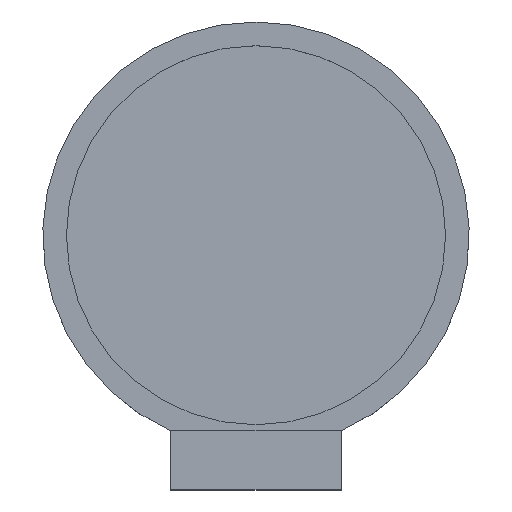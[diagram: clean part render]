
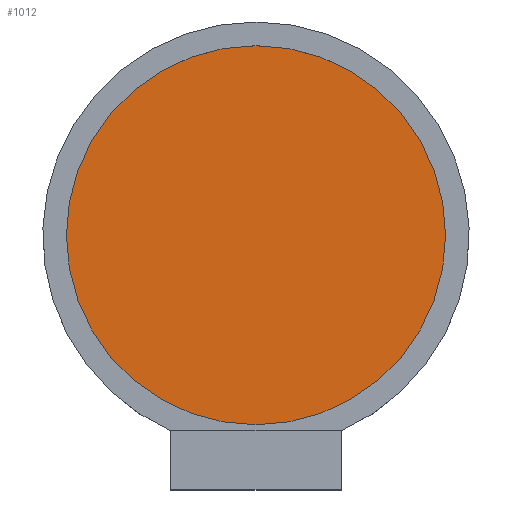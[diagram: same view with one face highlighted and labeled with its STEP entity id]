
A CAD part, top view. The second image highlights one B-rep face of the part: STEP entity #1012.
In plain terms, the highlighted planar face has unit normal (0, 0, 1).
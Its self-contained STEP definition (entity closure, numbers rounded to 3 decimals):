
#589 = CYLINDRICAL_SURFACE('',#590,32.);
#590 = AXIS2_PLACEMENT_3D('',#591,#592,#593);
#591 = CARTESIAN_POINT('',(0.,0.,2.));
#592 = DIRECTION('',(-0.,-0.,-1.));
#593 = DIRECTION('',(1.,0.,0.));
#842 = VERTEX_POINT('',#843);
#843 = CARTESIAN_POINT('',(32.,0.,2.));
#866 = EDGE_CURVE('',#842,#842,#867,.T.);
#867 = SURFACE_CURVE('',#868,(#873,#880),.PCURVE_S1.);
#868 = CIRCLE('',#869,32.);
#869 = AXIS2_PLACEMENT_3D('',#870,#871,#872);
#870 = CARTESIAN_POINT('',(0.,0.,2.));
#871 = DIRECTION('',(0.,0.,1.));
#872 = DIRECTION('',(1.,0.,0.));
#873 = PCURVE('',#589,#874);
#874 = DEFINITIONAL_REPRESENTATION('',(#875),#879);
#875 = LINE('',#876,#877);
#876 = CARTESIAN_POINT('',(-0.,0.));
#877 = VECTOR('',#878,1.);
#878 = DIRECTION('',(-1.,0.));
#879 = ( GEOMETRIC_REPRESENTATION_CONTEXT(2) 
PARAMETRIC_REPRESENTATION_CONTEXT() REPRESENTATION_CONTEXT('2D SPACE',''
  ) );
#880 = PCURVE('',#881,#886);
#881 = PLANE('',#882);
#882 = AXIS2_PLACEMENT_3D('',#883,#884,#885);
#883 = CARTESIAN_POINT('',(0.,-6.208,2.));
#884 = DIRECTION('',(0.,0.,1.));
#885 = DIRECTION('',(1.,0.,0.));
#886 = DEFINITIONAL_REPRESENTATION('',(#887),#891);
#887 = CIRCLE('',#888,32.);
#888 = AXIS2_PLACEMENT_2D('',#889,#890);
#889 = CARTESIAN_POINT('',(0.,6.208));
#890 = DIRECTION('',(1.,0.));
#891 = ( GEOMETRIC_REPRESENTATION_CONTEXT(2) 
PARAMETRIC_REPRESENTATION_CONTEXT() REPRESENTATION_CONTEXT('2D SPACE',''
  ) );
#1012 = ADVANCED_FACE('',(#1013),#881,.T.);
#1013 = FACE_BOUND('',#1014,.T.);
#1014 = EDGE_LOOP('',(#1015));
#1015 = ORIENTED_EDGE('',*,*,#866,.T.);
